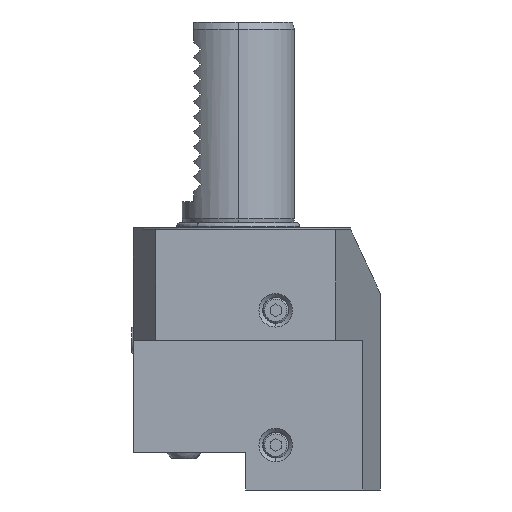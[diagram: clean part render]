
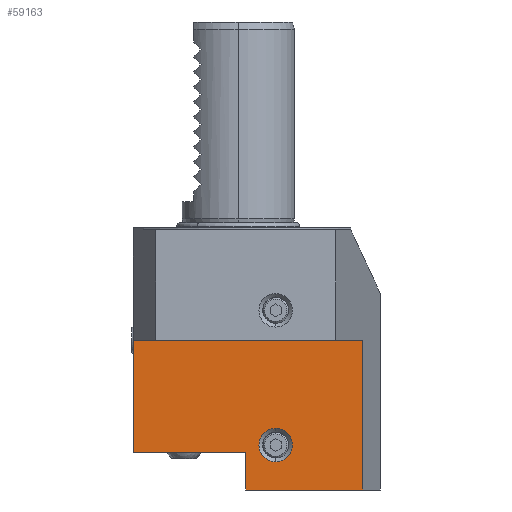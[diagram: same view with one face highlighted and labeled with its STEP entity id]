
A CAD part, left-side view. The second image highlights one B-rep face of the part: STEP entity #59163.
In plain terms, the highlighted planar face has unit normal (-1, 0, 0).
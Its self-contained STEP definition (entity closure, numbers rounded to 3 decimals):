
#3034 = CARTESIAN_POINT ( 'NONE',  ( -8., -38., -184.599 ) ) ;
#3036 = DIRECTION ( 'NONE',  ( 1., 0., 0. ) ) ;
#3061 = PLANE ( 'NONE',  #28834 ) ;
#3072 = DIRECTION ( 'NONE',  ( 0., 0., -1. ) ) ;
#4782 = VERTEX_POINT ( 'NONE', #8548 ) ;
#4846 = VERTEX_POINT ( 'NONE', #8563 ) ;
#5764 = VERTEX_POINT ( 'NONE', #54529 ) ;
#5774 = VERTEX_POINT ( 'NONE', #54481 ) ;
#5861 = VERTEX_POINT ( 'NONE', #53323 ) ;
#5878 = VERTEX_POINT ( 'NONE', #53291 ) ;
#5905 = VERTEX_POINT ( 'NONE', #53299 ) ;
#5950 = VERTEX_POINT ( 'NONE', #53243 ) ;
#8548 = CARTESIAN_POINT ( 'NONE',  ( -8., -10., -117.475 ) ) ;
#8563 = CARTESIAN_POINT ( 'NONE',  ( -8., -10., -108.525 ) ) ;
#13751 = EDGE_LOOP ( 'NONE', ( #33687, #33761 ) ) ;
#13848 = EDGE_LOOP ( 'NONE', ( #33763, #33765, #33805, #33741, #33740, #33735 ) ) ;
#24627 = FACE_OUTER_BOUND ( 'NONE', #13848, .T. ) ;
#24628 = FACE_BOUND ( 'NONE', #13751, .T. ) ;
#28550 = DIRECTION ( 'NONE',  ( 1., 0., 0. ) ) ;
#28569 = CARTESIAN_POINT ( 'NONE',  ( -8., -10., -113. ) ) ;
#28571 = DIRECTION ( 'NONE',  ( 0., 0., -1. ) ) ;
#28834 = AXIS2_PLACEMENT_3D ( 'NONE', #3034, #3036, #3072 ) ;
#33687 = ORIENTED_EDGE ( 'NONE', *, *, #43519, .T. ) ;
#33735 = ORIENTED_EDGE ( 'NONE', *, *, #44996, .T. ) ;
#33740 = ORIENTED_EDGE ( 'NONE', *, *, #45113, .T. ) ;
#33741 = ORIENTED_EDGE ( 'NONE', *, *, #45021, .T. ) ;
#33761 = ORIENTED_EDGE ( 'NONE', *, *, #45117, .T. ) ;
#33763 = ORIENTED_EDGE ( 'NONE', *, *, #45107, .T. ) ;
#33765 = ORIENTED_EDGE ( 'NONE', *, *, #45101, .T. ) ;
#33805 = ORIENTED_EDGE ( 'NONE', *, *, #45069, .F. ) ;
#43519 = EDGE_CURVE ( 'NONE', #4846, #4782, #49352, .T. ) ;
#44996 = EDGE_CURVE ( 'NONE', #5774, #5764, #45672, .T. ) ;
#45021 = EDGE_CURVE ( 'NONE', #5878, #5905, #45779, .T. ) ;
#45069 = EDGE_CURVE ( 'NONE', #5878, #5950, #45831, .T. ) ;
#45101 = EDGE_CURVE ( 'NONE', #5861, #5950, #45878, .T. ) ;
#45107 = EDGE_CURVE ( 'NONE', #5764, #5861, #45893, .T. ) ;
#45113 = EDGE_CURVE ( 'NONE', #5905, #5774, #45850, .T. ) ;
#45117 = EDGE_CURVE ( 'NONE', #4782, #4846, #45873, .T. ) ;
#45672 = LINE ( 'NONE', #56544, #45689 ) ;
#45689 = VECTOR ( 'NONE', #56550, 1000. ) ;
#45773 = VECTOR ( 'NONE', #56714, 1000. ) ;
#45779 = LINE ( 'NONE', #56697, #45773 ) ;
#45810 = VECTOR ( 'NONE', #56969, 1000. ) ;
#45831 = LINE ( 'NONE', #56967, #45810 ) ;
#45850 = LINE ( 'NONE', #56106, #45858 ) ;
#45858 = VECTOR ( 'NONE', #56129, 1000. ) ;
#45873 = CIRCLE ( 'NONE', #51088, 4.475 ) ;
#45878 = LINE ( 'NONE', #56079, #45904 ) ;
#45893 = LINE ( 'NONE', #56073, #45897 ) ;
#45897 = VECTOR ( 'NONE', #56093, 1000. ) ;
#45904 = VECTOR ( 'NONE', #56075, 1000. ) ;
#49352 = CIRCLE ( 'NONE', #51147, 4.475 ) ;
#51088 = AXIS2_PLACEMENT_3D ( 'NONE', #56257, #56220, #56263 ) ;
#51147 = AXIS2_PLACEMENT_3D ( 'NONE', #28569, #28550, #28571 ) ;
#53243 = CARTESIAN_POINT ( 'NONE',  ( -8., -2., -125. ) ) ;
#53291 = CARTESIAN_POINT ( 'NONE',  ( -8., -33.235, -125. ) ) ;
#53299 = CARTESIAN_POINT ( 'NONE',  ( -8., -33.235, -85. ) ) ;
#53323 = CARTESIAN_POINT ( 'NONE',  ( -8., -2., -115. ) ) ;
#54481 = CARTESIAN_POINT ( 'NONE',  ( -8., 28., -85. ) ) ;
#54529 = CARTESIAN_POINT ( 'NONE',  ( -8., 28., -115. ) ) ;
#56073 = CARTESIAN_POINT ( 'NONE',  ( -8., -38., -115. ) ) ;
#56075 = DIRECTION ( 'NONE',  ( 0., 0., -1. ) ) ;
#56079 = CARTESIAN_POINT ( 'NONE',  ( -8., -2., -184.599 ) ) ;
#56093 = DIRECTION ( 'NONE',  ( 0., -1., 0. ) ) ;
#56106 = CARTESIAN_POINT ( 'NONE',  ( -8., -38., -85. ) ) ;
#56129 = DIRECTION ( 'NONE',  ( 0., 1., 0. ) ) ;
#56220 = DIRECTION ( 'NONE',  ( 1., 0., 0. ) ) ;
#56257 = CARTESIAN_POINT ( 'NONE',  ( -8., -10., -113. ) ) ;
#56263 = DIRECTION ( 'NONE',  ( 0., 0., -1. ) ) ;
#56544 = CARTESIAN_POINT ( 'NONE',  ( -8., 28., -184.599 ) ) ;
#56550 = DIRECTION ( 'NONE',  ( 0., 0., -1. ) ) ;
#56697 = CARTESIAN_POINT ( 'NONE',  ( -8., -33.235, -125. ) ) ;
#56714 = DIRECTION ( 'NONE',  ( 0., 0., 1. ) ) ;
#56967 = CARTESIAN_POINT ( 'NONE',  ( -8., 105.917, -125. ) ) ;
#56969 = DIRECTION ( 'NONE',  ( 0., 1., 0. ) ) ;
#59163 = ADVANCED_FACE ( 'NONE', ( #24628, #24627 ), #3061, .F. ) ;
